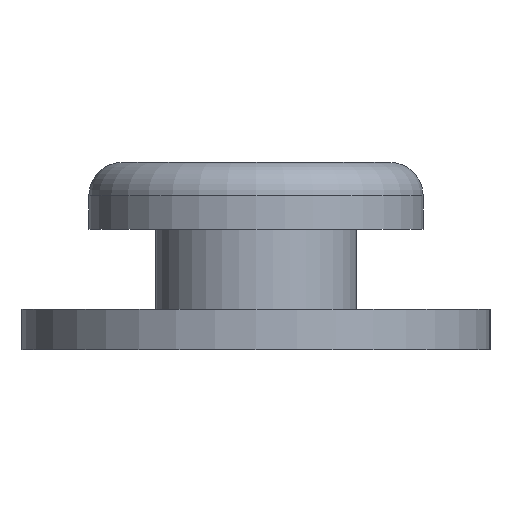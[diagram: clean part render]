
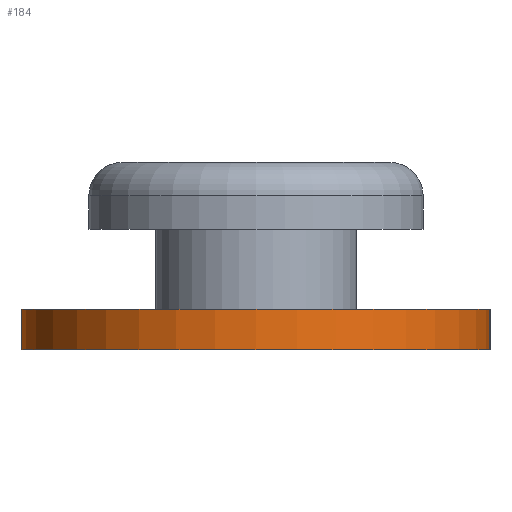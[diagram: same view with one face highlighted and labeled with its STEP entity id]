
A CAD part, left-side view. The second image highlights one B-rep face of the part: STEP entity #184.
In plain terms, the highlighted cylindrical face has radius 3.5 mm (diameter 7 mm), a partial arc.
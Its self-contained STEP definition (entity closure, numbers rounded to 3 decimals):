
#31=LINE('',#330,#42);
#32=LINE('',#336,#43);
#42=VECTOR('',#274,10.);
#43=VECTOR('',#281,10.);
#50=CYLINDRICAL_SURFACE('',#227,3.5);
#59=FACE_OUTER_BOUND('',#72,.T.);
#72=EDGE_LOOP('',(#153,#154,#155,#156));
#88=CIRCLE('',#228,3.5);
#89=CIRCLE('',#229,3.5);
#100=VERTEX_POINT('',#324);
#102=VERTEX_POINT('',#328);
#103=VERTEX_POINT('',#332);
#104=VERTEX_POINT('',#334);
#121=EDGE_CURVE('',#100,#102,#31,.T.);
#122=EDGE_CURVE('',#100,#103,#88,.T.);
#123=EDGE_CURVE('',#104,#102,#89,.T.);
#124=EDGE_CURVE('',#103,#104,#32,.T.);
#153=ORIENTED_EDGE('',*,*,#122,.F.);
#154=ORIENTED_EDGE('',*,*,#121,.T.);
#155=ORIENTED_EDGE('',*,*,#123,.F.);
#156=ORIENTED_EDGE('',*,*,#124,.F.);
#184=ADVANCED_FACE('',(#59),#50,.T.);
#227=AXIS2_PLACEMENT_3D('',#331,#275,#276);
#228=AXIS2_PLACEMENT_3D('',#333,#277,#278);
#229=AXIS2_PLACEMENT_3D('',#335,#279,#280);
#274=DIRECTION('',(0.,0.,-1.));
#275=DIRECTION('center_axis',(0.,0.,-1.));
#276=DIRECTION('ref_axis',(0.,1.,0.));
#277=DIRECTION('center_axis',(0.,0.,1.));
#278=DIRECTION('ref_axis',(0.,1.,0.));
#279=DIRECTION('center_axis',(0.,0.,-1.));
#280=DIRECTION('ref_axis',(0.,1.,0.));
#281=DIRECTION('',(0.,0.,-1.));
#324=CARTESIAN_POINT('',(-47.5,3.5,0.));
#328=CARTESIAN_POINT('',(-47.5,3.5,-0.6));
#330=CARTESIAN_POINT('',(-47.5,3.5,0.));
#331=CARTESIAN_POINT('Origin',(-47.5,0.,0.));
#332=CARTESIAN_POINT('',(-47.5,-3.5,0.));
#333=CARTESIAN_POINT('Origin',(-47.5,0.,0.));
#334=CARTESIAN_POINT('',(-47.5,-3.5,-0.6));
#335=CARTESIAN_POINT('Origin',(-47.5,0.,-0.6));
#336=CARTESIAN_POINT('',(-47.5,-3.5,0.));
